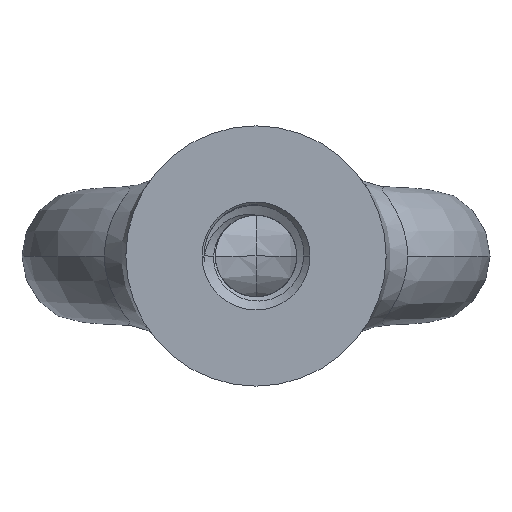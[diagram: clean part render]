
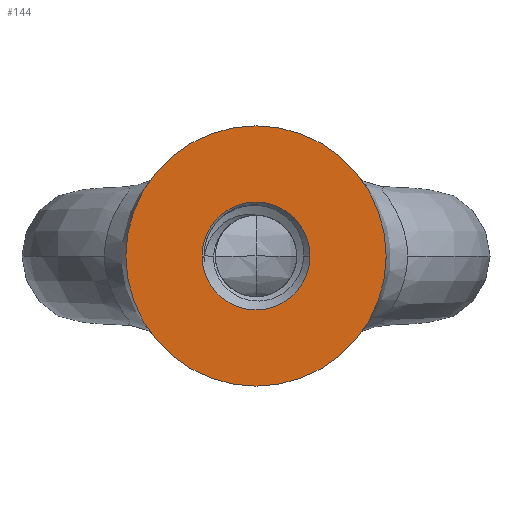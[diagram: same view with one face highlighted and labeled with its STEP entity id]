
A CAD part, front view. The second image highlights one B-rep face of the part: STEP entity #144.
In plain terms, the highlighted planar face has unit normal (0, -1, 0).
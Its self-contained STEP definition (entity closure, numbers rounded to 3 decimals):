
#7 = CIRCLE ( 'NONE', #3968, 7.5 ) ;
#34 = CIRCLE ( 'NONE', #4071, 7.5 ) ;
#57 = CIRCLE ( 'NONE', #3962, 3.108 ) ;
#90 = CIRCLE ( 'NONE', #3966, 3.108 ) ;
#144 = ADVANCED_FACE ( 'NONE', ( #3102, #3053 ), #2036, .F. ) ;
#161 = EDGE_LOOP ( 'NONE', ( #3018, #3035 ) ) ;
#200 = EDGE_LOOP ( 'NONE', ( #2974, #2977 ) ) ;
#591 = VERTEX_POINT ( 'NONE', #2027 ) ;
#593 = VERTEX_POINT ( 'NONE', #2026 ) ;
#687 = VERTEX_POINT ( 'NONE', #2016 ) ;
#698 = VERTEX_POINT ( 'NONE', #2003 ) ;
#2003 = CARTESIAN_POINT ( 'NONE',  ( -7.5, 0., 0. ) ) ;
#2016 = CARTESIAN_POINT ( 'NONE',  ( -3.108, 0., 0. ) ) ;
#2026 = CARTESIAN_POINT ( 'NONE',  ( 3.108, 0., 0. ) ) ;
#2027 = CARTESIAN_POINT ( 'NONE',  ( 7.5, 0., 0. ) ) ;
#2033 = DIRECTION ( 'NONE',  ( -1., 0., 0. ) ) ;
#2034 = DIRECTION ( 'NONE',  ( 0., 1., 0. ) ) ;
#2036 = PLANE ( 'NONE',  #4108 ) ;
#2037 = CARTESIAN_POINT ( 'NONE',  ( -7.5, 0., 0. ) ) ;
#2974 = ORIENTED_EDGE ( 'NONE', *, *, #4025, .T. ) ;
#2977 = ORIENTED_EDGE ( 'NONE', *, *, #4057, .T. ) ;
#3018 = ORIENTED_EDGE ( 'NONE', *, *, #4022, .T. ) ;
#3035 = ORIENTED_EDGE ( 'NONE', *, *, #4096, .T. ) ;
#3053 = FACE_OUTER_BOUND ( 'NONE', #161, .T. ) ;
#3102 = FACE_BOUND ( 'NONE', #200, .T. ) ;
#3241 = DIRECTION ( 'NONE',  ( -1., 0., 0. ) ) ;
#3242 = DIRECTION ( 'NONE',  ( 0., 1., 0. ) ) ;
#3244 = CARTESIAN_POINT ( 'NONE',  ( 0., 0., 0. ) ) ;
#3505 = DIRECTION ( 'NONE',  ( 1., 0., 0. ) ) ;
#3506 = DIRECTION ( 'NONE',  ( 0., -1., 0. ) ) ;
#3521 = CARTESIAN_POINT ( 'NONE',  ( 0., 0., 0. ) ) ;
#3642 = DIRECTION ( 'NONE',  ( 1., 0., 0. ) ) ;
#3643 = DIRECTION ( 'NONE',  ( 0., -1., 0. ) ) ;
#3650 = CARTESIAN_POINT ( 'NONE',  ( 0., 0., 0. ) ) ;
#3734 = DIRECTION ( 'NONE',  ( -1., 0., 0. ) ) ;
#3735 = DIRECTION ( 'NONE',  ( 0., 1., 0. ) ) ;
#3736 = CARTESIAN_POINT ( 'NONE',  ( 0., 0., 0. ) ) ;
#3962 = AXIS2_PLACEMENT_3D ( 'NONE', #3736, #3735, #3734 ) ;
#3966 = AXIS2_PLACEMENT_3D ( 'NONE', #3244, #3242, #3241 ) ;
#3968 = AXIS2_PLACEMENT_3D ( 'NONE', #3650, #3643, #3642 ) ;
#4022 = EDGE_CURVE ( 'NONE', #591, #698, #7, .T. ) ;
#4025 = EDGE_CURVE ( 'NONE', #593, #687, #90, .T. ) ;
#4057 = EDGE_CURVE ( 'NONE', #687, #593, #57, .T. ) ;
#4071 = AXIS2_PLACEMENT_3D ( 'NONE', #3521, #3506, #3505 ) ;
#4096 = EDGE_CURVE ( 'NONE', #698, #591, #34, .T. ) ;
#4108 = AXIS2_PLACEMENT_3D ( 'NONE', #2037, #2034, #2033 ) ;
